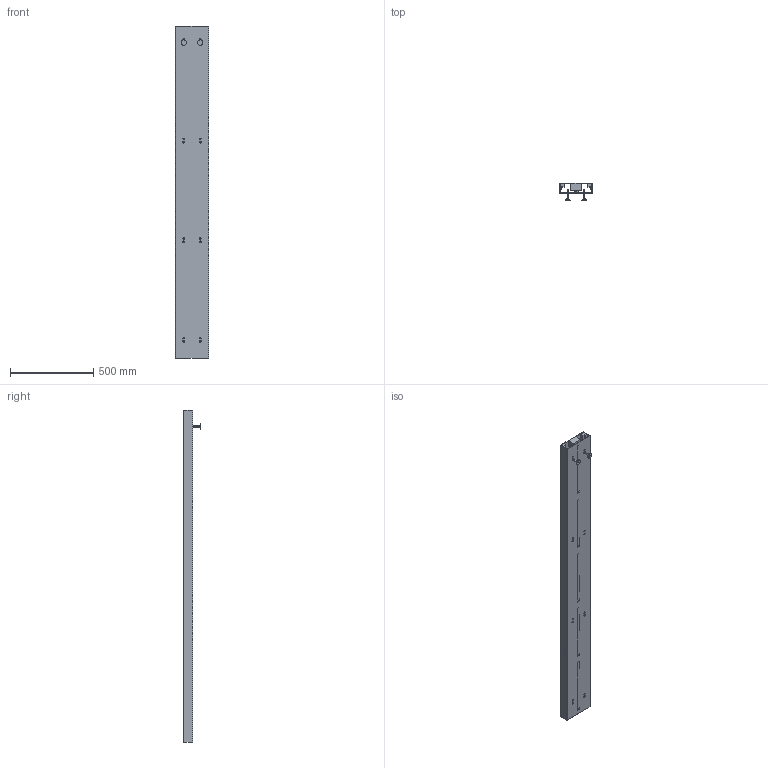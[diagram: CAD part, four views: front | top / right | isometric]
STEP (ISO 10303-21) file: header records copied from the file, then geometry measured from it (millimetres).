
FILE_DESCRIPTION((''),'2;1');
FILE_NAME('BKG2006011_BKG3002LA_1_ASM','2026-01-13T10:14:48',('goergem'),(''),'CREO PARAMETRIC BY PTC INC, 2025123','CREO PARAMETRIC BY PTC INC, 2025123','');
FILE_SCHEMA(('AUTOMOTIVE_DESIGN { 1 0 10303 214 1 1 1 1 }'));
Length unit declared in the file: millimetre
Products named in the file (18): T-01017_8; T-01024_8; T-01025_AF0_8; T-01026_ASM_8_ASM; T-01514_ASM_6_ASM; T-01531_ASM_8_ASM; 63187-M_8; 63189-M_ASM_5_ASM; 21045-M_8; 21042-M_8; 66107-M_ASM_8_ASM; BKG2006011_ASM_1_ASM; BKG2006011_BKG3002LA_ASM_1_ASM; T-01189_21_1_2; AUSLASS_4_1_2; BKG2002LA_ASM_13_1_2_ASM; ASM0006_ASM; BKG2006011_BKG3002LA_1_ASM
Assembly tree (24 placements, depth 6):
  BKG2006011_BKG3002LA_1_ASM
    BKG2006011_BKG3002LA_ASM_1_ASM
      BKG2006011_ASM_1_ASM
        T-01017_8
        T-01024_8  x2
        T-01514_ASM_6_ASM
          T-01026_ASM_8_ASM
            T-01025_AF0_8
        T-01531_ASM_8_ASM
          T-01026_ASM_8_ASM
            T-01025_AF0_8
        63189-M_ASM_5_ASM  x5
          63187-M_8
        66107-M_ASM_8_ASM  x2
          21045-M_8
          21042-M_8
    ASM0006_ASM
      BKG2002LA_ASM_13_1_2_ASM
        T-01189_21_1_2
        AUSLASS_4_1_2
Bounding box: 200 x 104.9 x 2000 mm (x, y, z)
Volume: 5628939.3 mm3; surface area: 2658036.3 mm2
Topology: 16 solids, 62 shells, 408 faces, 2736 edges, 2450 vertices
Faces by surface type: plane 225, cylinder 89, torus 80, cone 14
Entity records: 27760 total; most frequent: CARTESIAN_POINT 4915, DIRECTION 3066, ORIENTED_EDGE 1160, AXIS2_PLACEMENT_3D 1153, PROPERTY_DEFINITION 1153, REPRESENTATION 1143, PROPERTY_DEFINITION_REPRESENTATION 1143, PRESENTATION_STYLE_ASSIGNMENT 1077
